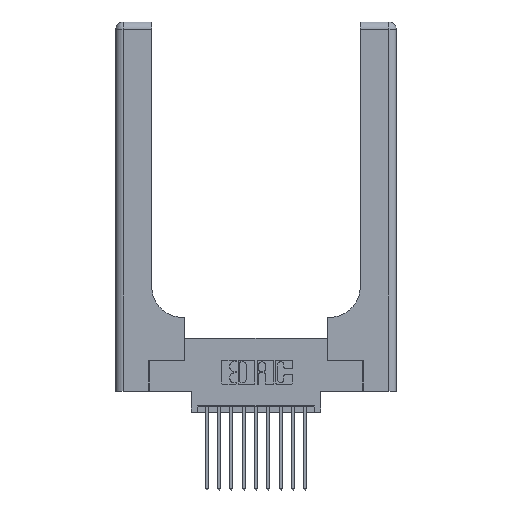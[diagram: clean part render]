
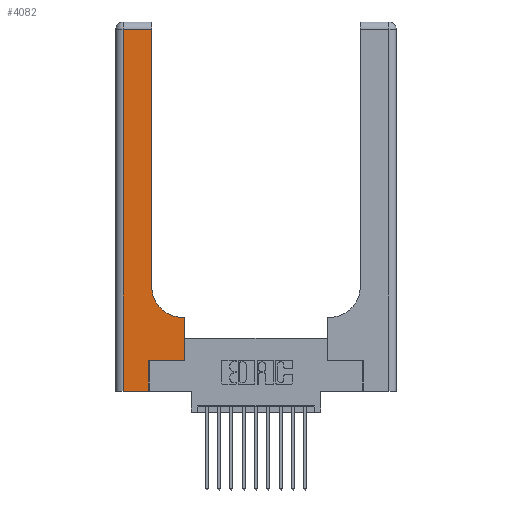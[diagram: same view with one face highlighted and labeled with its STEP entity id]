
A CAD part, top view. The second image highlights one B-rep face of the part: STEP entity #4082.
In plain terms, the highlighted planar face has unit normal (0, 0, 1).
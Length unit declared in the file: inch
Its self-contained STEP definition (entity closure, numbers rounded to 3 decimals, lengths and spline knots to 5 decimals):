
#424 = DIRECTION ( 'NONE',  ( -1., 0., 0. ) ) ;
#971 = CARTESIAN_POINT ( 'NONE',  ( 0.269, 0.25, 0.37 ) ) ;
#1051 = LINE ( 'NONE', #5451, #6522 ) ;
#1270 = CARTESIAN_POINT ( 'NONE',  ( 0.5585, 0.25, 0.37 ) ) ;
#1919 = CARTESIAN_POINT ( 'NONE',  ( 0.269, 0., 0.37 ) ) ;
#1954 = DIRECTION ( 'NONE',  ( 1., 0., 0. ) ) ;
#2027 = CARTESIAN_POINT ( 'NONE',  ( 0.5415, 0.6, 0.37 ) ) ;
#2401 = PLANE ( 'NONE',  #14150 ) ;
#2451 = VERTEX_POINT ( 'NONE', #7208 ) ;
#2573 = ORIENTED_EDGE ( 'NONE', *, *, #13540, .T. ) ;
#2671 = ORIENTED_EDGE ( 'NONE', *, *, #11871, .T. ) ;
#2697 = VERTEX_POINT ( 'NONE', #13357 ) ;
#2721 = LINE ( 'NONE', #10366, #5149 ) ;
#2781 = CARTESIAN_POINT ( 'NONE',  ( 0.5585, 0.6, 0.37 ) ) ;
#3326 = DIRECTION ( 'NONE',  ( 0., 1., 0. ) ) ;
#3568 = CARTESIAN_POINT ( 'NONE',  ( 0., 0., 0.37 ) ) ;
#3592 = CARTESIAN_POINT ( 'NONE',  ( 0.2915, 0.6, 0.37 ) ) ;
#3953 = EDGE_CURVE ( 'NONE', #4201, #11414, #10939, .T. ) ;
#3960 = DIRECTION ( 'NONE',  ( -1., 0., 0. ) ) ;
#4029 = CARTESIAN_POINT ( 'NONE',  ( 0.06, 2.94, 0.37 ) ) ;
#4082 = ADVANCED_FACE ( 'NONE', ( #11363 ), #2401, .F. ) ;
#4098 = EDGE_LOOP ( 'NONE', ( #12436, #2573, #2671, #7593, #14525, #11825, #12397, #16672, #8055 ) ) ;
#4195 = VERTEX_POINT ( 'NONE', #4029 ) ;
#4201 = VERTEX_POINT ( 'NONE', #2027 ) ;
#4399 = DIRECTION ( 'NONE',  ( 0., -1., 0. ) ) ;
#4591 = EDGE_CURVE ( 'NONE', #9384, #4201, #15582, .T. ) ;
#4995 = EDGE_CURVE ( 'NONE', #2697, #9384, #13719, .T. ) ;
#5106 = CARTESIAN_POINT ( 'NONE',  ( 0.269, 0., 0.37 ) ) ;
#5149 = VECTOR ( 'NONE', #11976, 39.37008 ) ;
#5451 = CARTESIAN_POINT ( 'NONE',  ( 0., 2.94, 0.37 ) ) ;
#5578 = VECTOR ( 'NONE', #3960, 39.37008 ) ;
#5933 = EDGE_CURVE ( 'NONE', #16806, #2697, #2721, .T. ) ;
#6409 = DIRECTION ( 'NONE',  ( 1., 0., 0. ) ) ;
#6522 = VECTOR ( 'NONE', #424, 39.37008 ) ;
#6917 = CARTESIAN_POINT ( 'NONE',  ( 0.2915, 0.85, 0.37 ) ) ;
#7081 = CARTESIAN_POINT ( 'NONE',  ( 0.2915, 3., 0.37 ) ) ;
#7208 = CARTESIAN_POINT ( 'NONE',  ( 0.06, 0., 0.37 ) ) ;
#7593 = ORIENTED_EDGE ( 'NONE', *, *, #13947, .T. ) ;
#7721 = VECTOR ( 'NONE', #6409, 39.37008 ) ;
#7839 = DIRECTION ( 'NONE',  ( 0., 1., 0. ) ) ;
#8055 = ORIENTED_EDGE ( 'NONE', *, *, #3953, .T. ) ;
#8426 = CARTESIAN_POINT ( 'NONE',  ( 0.2915, 2.94, 0.37 ) ) ;
#8712 = EDGE_CURVE ( 'NONE', #13418, #16806, #12385, .T. ) ;
#9384 = VERTEX_POINT ( 'NONE', #2781 ) ;
#9400 = LINE ( 'NONE', #12113, #10003 ) ;
#9518 = EDGE_CURVE ( 'NONE', #11414, #14951, #14828, .T. ) ;
#10003 = VECTOR ( 'NONE', #4399, 39.37008 ) ;
#10005 = DIRECTION ( 'NONE',  ( -1., 0., 0. ) ) ;
#10183 = AXIS2_PLACEMENT_3D ( 'NONE', #11131, #13769, #1954 ) ;
#10366 = CARTESIAN_POINT ( 'NONE',  ( 0.269, 0.25, 0.37 ) ) ;
#10554 = VECTOR ( 'NONE', #13501, 39.37008 ) ;
#10939 = CIRCLE ( 'NONE', #10183, 0.25 ) ;
#11131 = CARTESIAN_POINT ( 'NONE',  ( 0.5415, 0.85, 0.37 ) ) ;
#11167 = LINE ( 'NONE', #3568, #7721 ) ;
#11363 = FACE_OUTER_BOUND ( 'NONE', #4098, .T. ) ;
#11414 = VERTEX_POINT ( 'NONE', #6917 ) ;
#11825 = ORIENTED_EDGE ( 'NONE', *, *, #5933, .T. ) ;
#11871 = EDGE_CURVE ( 'NONE', #4195, #2451, #9400, .T. ) ;
#11976 = DIRECTION ( 'NONE',  ( 1., 0., 0. ) ) ;
#12113 = CARTESIAN_POINT ( 'NONE',  ( 0.06, 3., 0.37 ) ) ;
#12385 = LINE ( 'NONE', #1919, #10554 ) ;
#12397 = ORIENTED_EDGE ( 'NONE', *, *, #4995, .T. ) ;
#12436 = ORIENTED_EDGE ( 'NONE', *, *, #9518, .T. ) ;
#12474 = VECTOR ( 'NONE', #7839, 39.37008 ) ;
#12770 = CARTESIAN_POINT ( 'NONE',  ( 0., 3., 0.37 ) ) ;
#13357 = CARTESIAN_POINT ( 'NONE',  ( 0.5585, 0.25, 0.37 ) ) ;
#13418 = VERTEX_POINT ( 'NONE', #5106 ) ;
#13501 = DIRECTION ( 'NONE',  ( 0., 1., 0. ) ) ;
#13540 = EDGE_CURVE ( 'NONE', #14951, #4195, #1051, .T. ) ;
#13719 = LINE ( 'NONE', #1270, #12474 ) ;
#13769 = DIRECTION ( 'NONE',  ( 0., 0., -1. ) ) ;
#13884 = DIRECTION ( 'NONE',  ( 0., 0., -1. ) ) ;
#13947 = EDGE_CURVE ( 'NONE', #2451, #13418, #11167, .T. ) ;
#14150 = AXIS2_PLACEMENT_3D ( 'NONE', #12770, #13884, #10005 ) ;
#14525 = ORIENTED_EDGE ( 'NONE', *, *, #8712, .T. ) ;
#14828 = LINE ( 'NONE', #7081, #15853 ) ;
#14951 = VERTEX_POINT ( 'NONE', #8426 ) ;
#15582 = LINE ( 'NONE', #3592, #5578 ) ;
#15853 = VECTOR ( 'NONE', #3326, 39.37008 ) ;
#16672 = ORIENTED_EDGE ( 'NONE', *, *, #4591, .T. ) ;
#16806 = VERTEX_POINT ( 'NONE', #971 ) ;
